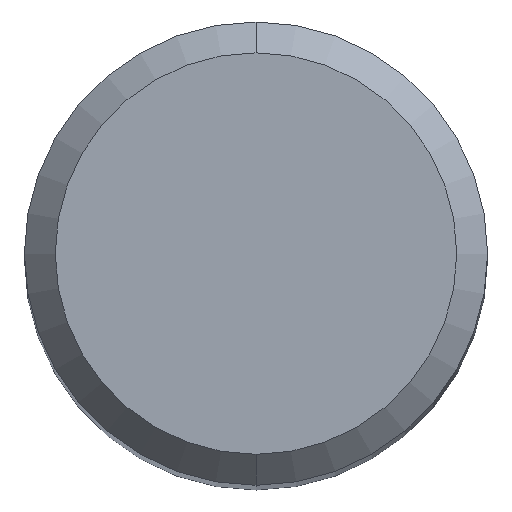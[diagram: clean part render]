
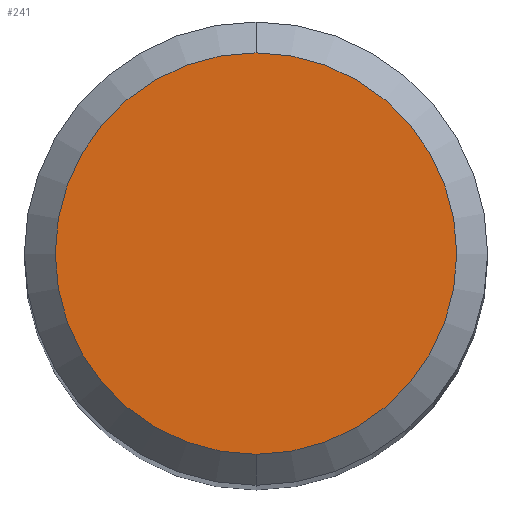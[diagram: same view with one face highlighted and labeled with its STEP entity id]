
A CAD part, top view. The second image highlights one B-rep face of the part: STEP entity #241.
In plain terms, the highlighted planar face has unit normal (0, 0, 1).
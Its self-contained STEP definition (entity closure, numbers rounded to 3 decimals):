
#241=ADVANCED_FACE('',(#538),#539,.T.);
#243=EDGE_CURVE('',#261,#417,#541,.T.);
#261=VERTEX_POINT('',#560);
#273=EDGE_CURVE('',#417,#261,#573,.T.);
#417=VERTEX_POINT('',#731);
#538=FACE_OUTER_BOUND('',#982,.T.);
#539=PLANE('',#983);
#541=CIRCLE('',#986,2.6);
#560=CARTESIAN_POINT('',(0.0,2.6,0.0));
#573=CIRCLE('',#1037,2.6);
#731=CARTESIAN_POINT('',(0.,-2.6,0.0));
#982=EDGE_LOOP('',(#1471,#1472));
#983=AXIS2_PLACEMENT_3D('',#1473,#1474,#1475);
#986=AXIS2_PLACEMENT_3D('',#1476,#1477,#1478);
#1037=AXIS2_PLACEMENT_3D('',#1505,#1506,#1507);
#1471=ORIENTED_EDGE('',*,*,#243,.F.);
#1472=ORIENTED_EDGE('',*,*,#273,.F.);
#1473=CARTESIAN_POINT('',(0.0,1.3,0.0));
#1474=DIRECTION('',(-0.0,0.0,1.0));
#1475=DIRECTION('',(0.0,-1.0,0.0));
#1476=CARTESIAN_POINT('',(0.0,0.0,0.0));
#1477=DIRECTION('',(0.0,0.0,-1.0));
#1478=DIRECTION('',(0.0,1.0,0.0));
#1505=CARTESIAN_POINT('',(0.0,0.0,0.0));
#1506=DIRECTION('',(0.0,0.0,-1.0));
#1507=DIRECTION('',(0.0,1.0,0.0));
